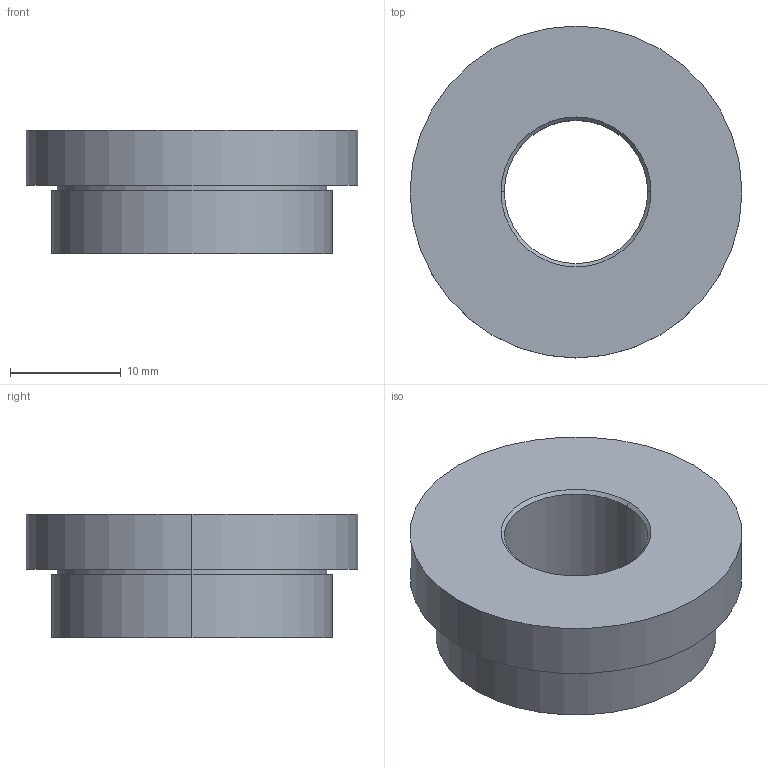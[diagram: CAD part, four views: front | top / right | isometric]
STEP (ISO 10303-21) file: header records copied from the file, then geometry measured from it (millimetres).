
FILE_DESCRIPTION (( 'STEP AP203' ), '1' );
FILE_NAME ('Web Model 18285_18285.step', '2021-11-02T13:13:48', ( '' ), ( '' ), 'SwSTEP 2.0', 'SolidWorks 2018', '' );
FILE_SCHEMA (( 'CONFIG_CONTROL_DESIGN' ));
Length unit declared in the file: millimetre
Products named in the file (1): Web Model 18285_18285
Bounding box: 30 x 30 x 11.2 mm (x, y, z)
Volume: 5176.5 mm3; surface area: 2634.5 mm2
Topology: 1 solids, 1 shells, 16 faces, 32 edges, 20 vertices
Faces by surface type: cylinder 8, cone 4, plane 4
Entity records: 505 total; most frequent: DIRECTION 86, CARTESIAN_POINT 69, ORIENTED_EDGE 64, AXIS2_PLACEMENT_3D 37, EDGE_CURVE 32, VERTEX_POINT 20, EDGE_LOOP 20, CIRCLE 20
